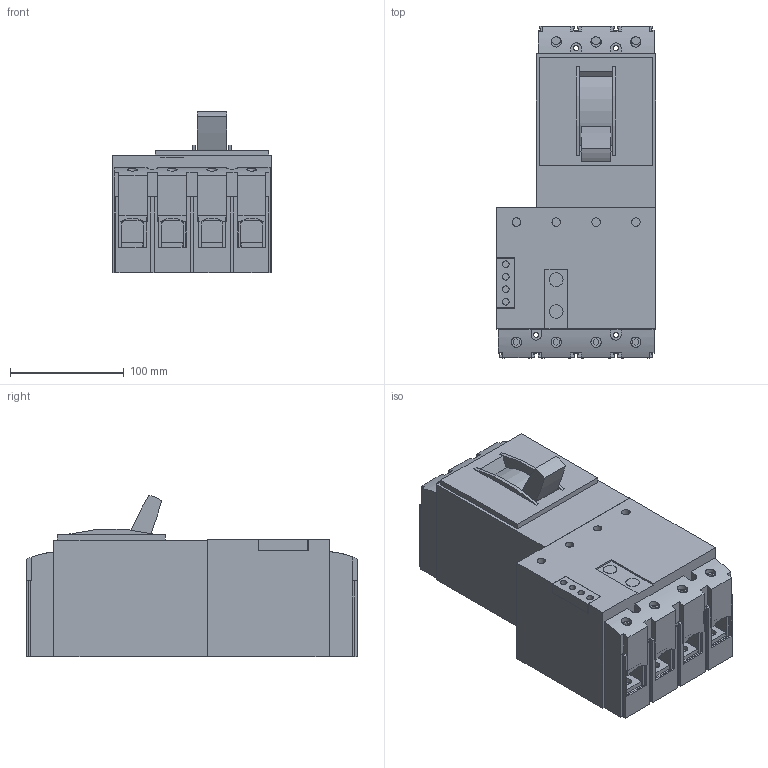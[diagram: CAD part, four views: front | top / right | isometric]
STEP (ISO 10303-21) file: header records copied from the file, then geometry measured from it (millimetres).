
FILE_DESCRIPTION(/* description */ ('STEP AP214'),/* implementation_level */ '2;1');
FILE_NAME(/* name */ 'eaton-molded-case-switches-mcad-3d-models-nzm2-3p-fia30',/* time_stamp */ '2025-08-19T14:08:08+02:00',/* author */ ('License CC BY-ND 4.0'),/* organization */ ('CADENAS'),/* preprocessor_version */ 'ST-DEVELOPER v19.3',/* originating_system */ 'PARTsolutions',/* authorisation */ ' ');
FILE_SCHEMA (('AUTOMOTIVE_DESIGN {1 0 10303 214 3 1 1}'));
Length unit declared in the file: millimetre
Products named in the file (1): 184959
Bounding box: 140.23 x 291.82 x 142.03 mm (x, y, z)
Volume: 3431341.1 mm3; surface area: 229464.5 mm2
Topology: 1 solids, 1 shells, 414 faces, 1120 edges, 747 vertices
Faces by surface type: plane 359, cylinder 55
Full cylindrical faces by diameter (mm): 4.5 x4, 4.8 x4, 6 x4, 7.5 x4, 8.5 x7, 9 x11, 12 x2
Entity records: 12780 total; most frequent: CARTESIAN_POINT 2332, ORIENTED_EDGE 2146, DIRECTION 2015, EDGE_CURVE 1073, LINE 939, VECTOR 939, VERTEX_POINT 736, AXIS2_PLACEMENT_3D 538
